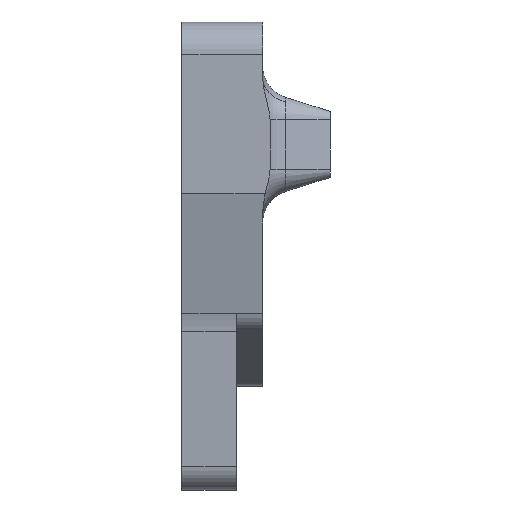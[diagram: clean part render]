
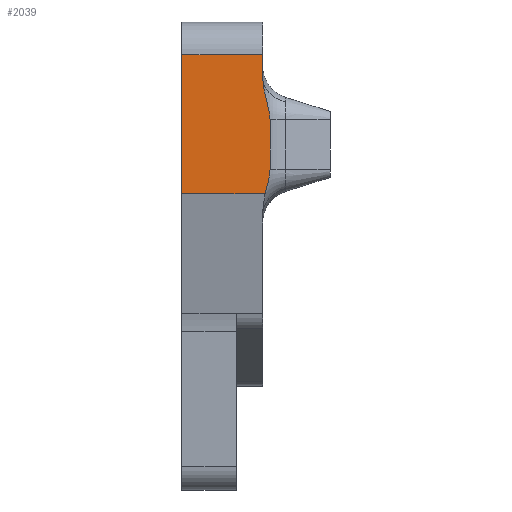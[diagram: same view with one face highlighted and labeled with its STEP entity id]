
A CAD part, left-side view. The second image highlights one B-rep face of the part: STEP entity #2039.
In plain terms, the highlighted planar face has unit normal (-1, 0, 0).
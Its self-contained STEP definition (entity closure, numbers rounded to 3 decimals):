
#43=B_SPLINE_CURVE_WITH_KNOTS('',3,(#3049,#3050,#3051,#3052,#3053,#3054),
 .UNSPECIFIED.,.F.,.F.,(4,2,4),(4.043,4.219,4.538),
 .UNSPECIFIED.);
#45=B_SPLINE_CURVE_WITH_KNOTS('',3,(#3070,#3071,#3072,#3073),
 .UNSPECIFIED.,.F.,.F.,(4,4),(0.,0.289),.UNSPECIFIED.);
#99=PLANE('',#2262);
#201=FACE_OUTER_BOUND('',#319,.T.);
#319=EDGE_LOOP('',(#1726,#1727,#1728,#1729,#1730,#1731,#1732));
#377=LINE('',#3075,#547);
#381=LINE('',#3086,#551);
#431=LINE('',#3302,#601);
#498=LINE('',#3503,#668);
#500=LINE('',#3506,#670);
#547=VECTOR('',#2410,10.);
#551=VECTOR('',#2420,1000.);
#601=VECTOR('',#2614,10.);
#668=VECTOR('',#2817,1000.);
#670=VECTOR('',#2821,1000.);
#845=VERTEX_POINT('',#3036);
#849=VERTEX_POINT('',#3048);
#851=VERTEX_POINT('',#3059);
#853=VERTEX_POINT('',#3068);
#857=VERTEX_POINT('',#3084);
#920=VERTEX_POINT('',#3300);
#986=VERTEX_POINT('',#3502);
#1051=EDGE_CURVE('',#845,#849,#43,.T.);
#1057=EDGE_CURVE('',#853,#851,#45,.T.);
#1058=EDGE_CURVE('',#849,#853,#377,.T.);
#1064=EDGE_CURVE('',#857,#845,#381,.T.);
#1159=EDGE_CURVE('',#857,#920,#431,.T.);
#1256=EDGE_CURVE('',#986,#851,#498,.T.);
#1258=EDGE_CURVE('',#920,#986,#500,.T.);
#1726=ORIENTED_EDGE('',*,*,#1258,.T.);
#1727=ORIENTED_EDGE('',*,*,#1256,.T.);
#1728=ORIENTED_EDGE('',*,*,#1057,.F.);
#1729=ORIENTED_EDGE('',*,*,#1058,.F.);
#1730=ORIENTED_EDGE('',*,*,#1051,.F.);
#1731=ORIENTED_EDGE('',*,*,#1064,.F.);
#1732=ORIENTED_EDGE('',*,*,#1159,.T.);
#2039=ADVANCED_FACE('',(#201),#99,.T.);
#2262=AXIS2_PLACEMENT_3D('',#3505,#2819,#2820);
#2410=DIRECTION('',(0.,0.,-1.));
#2420=DIRECTION('',(0.,0.,-1.));
#2614=DIRECTION('',(0.,1.,0.));
#2817=DIRECTION('',(0.,-1.,0.));
#2819=DIRECTION('center_axis',(-1.,0.,0.));
#2820=DIRECTION('ref_axis',(0.,0.,
-1.));
#2821=DIRECTION('',(0.,0.,-1.));
#3036=CARTESIAN_POINT('',(-24.977,-6.5,61.094));
#3048=CARTESIAN_POINT('',(-24.977,-7.4,55.935));
#3049=CARTESIAN_POINT('Ctrl Pts',(-24.977,-6.5,61.094));
#3050=CARTESIAN_POINT('Ctrl Pts',(-24.977,-6.5,60.506));
#3051=CARTESIAN_POINT('Ctrl Pts',(-24.977,-6.602,59.809));
#3052=CARTESIAN_POINT('Ctrl Pts',(-24.977,-6.967,58.199));
#3053=CARTESIAN_POINT('Ctrl Pts',(-24.977,-7.4,56.998));
#3054=CARTESIAN_POINT('Ctrl Pts',(-24.977,-7.4,55.935));
#3059=CARTESIAN_POINT('',(-24.977,-6.803,46.935));
#3068=CARTESIAN_POINT('',(-24.977,-7.4,49.935));
#3070=CARTESIAN_POINT('Ctrl Pts',(-24.977,-7.4,49.935));
#3071=CARTESIAN_POINT('Ctrl Pts',(-24.977,-7.4,48.973));
#3072=CARTESIAN_POINT('Ctrl Pts',(-24.977,-7.043,47.899));
#3073=CARTESIAN_POINT('Ctrl Pts',(-24.977,-6.803,46.935));
#3075=CARTESIAN_POINT('',(-24.977,-7.4,44.209));
#3084=CARTESIAN_POINT('',(-24.977,-6.5,63.796));
#3086=CARTESIAN_POINT('',(-24.977,-6.5,55.935));
#3300=CARTESIAN_POINT('',(-24.977,3.3,63.796));
#3302=CARTESIAN_POINT('',(-24.977,-6.5,63.796));
#3502=CARTESIAN_POINT('',(-24.977,3.3,46.935));
#3503=CARTESIAN_POINT('',(-24.977,3.5,46.935));
#3505=CARTESIAN_POINT('Origin',(-24.977,3.5,58.935));
#3506=CARTESIAN_POINT('',(-24.977,3.3,46.951));
